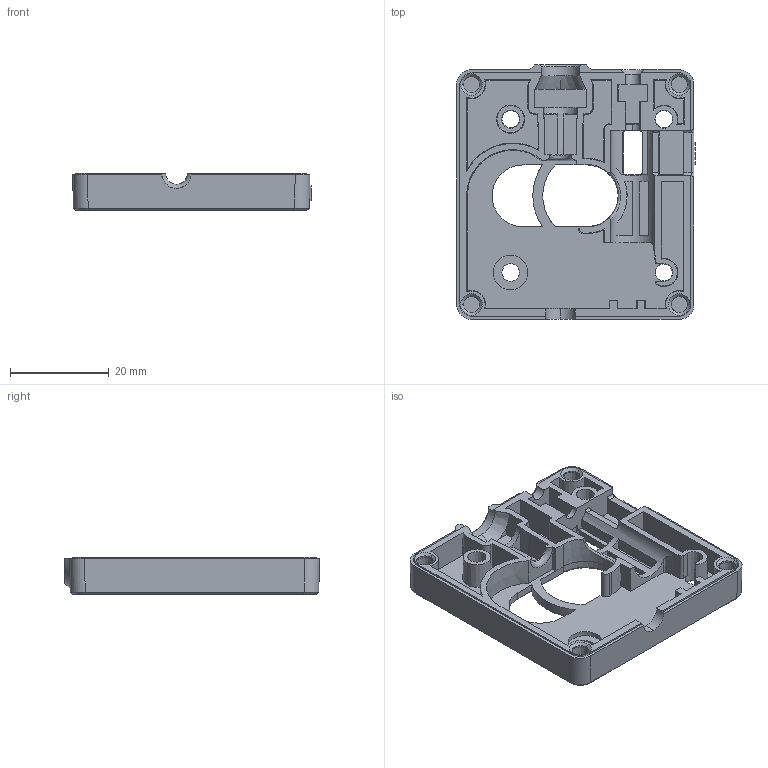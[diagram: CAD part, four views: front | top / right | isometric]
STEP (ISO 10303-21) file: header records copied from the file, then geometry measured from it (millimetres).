
FILE_DESCRIPTION (( 'STEP AP203' ), '1' );
FILE_NAME ('1259-B2P-D.STEP', '2014-03-19T12:34:32', ( '' ), ( '' ), 'SwSTEP 2.0', 'SolidWorks 2014', '' );
FILE_SCHEMA (( 'CONFIG_CONTROL_DESIGN' ));
Length unit declared in the file: millimetre
Products named in the file (1): 1259-B2P-D
Bounding box: 48.25 x 51.54 x 7.5 mm (x, y, z)
Volume: 7697.3 mm3; surface area: 8846.9 mm2
Topology: 1 solids, 1 shells, 350 faces, 929 edges, 594 vertices
Faces by surface type: plane 208, cone 82, bspline 31, cylinder 29
Entity records: 12779 total; most frequent: CARTESIAN_POINT 4504, ORIENTED_EDGE 1858, DIRECTION 1478, EDGE_CURVE 929, VERTEX_POINT 594, LINE 572, VECTOR 572, AXIS2_PLACEMENT_3D 453
